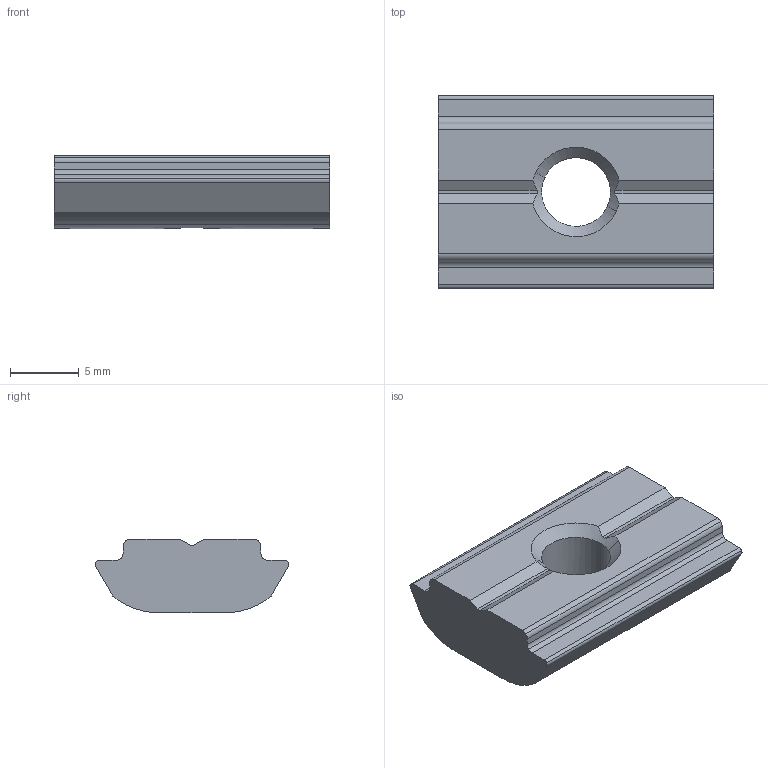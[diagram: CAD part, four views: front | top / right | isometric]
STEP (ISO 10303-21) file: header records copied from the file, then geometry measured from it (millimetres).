
FILE_DESCRIPTION(('STEP AP214'),'1');
FILE_NAME('cctmp_DB7B1BBD-B8EA-4C45-B613-5091F513F02C_2020_1_13_13_43_10_279..stp','2020-01-13T12:43:10',('Bosch Rexroth AG'),('CADClick - www.CADClick.com'),'Spatial InterOp 3D',' ','unknown authorization - (Healing Option Enabled)');
FILE_SCHEMA(('AUTOMOTIVE_DESIGN'));
Length unit declared in the file: millimetre
Products named in the file (1): 2020_01_13__13-43-10-279
Bounding box: 20 x 14.06 x 5.3 mm (x, y, z)
Volume: 1080.7 mm3; surface area: 831.5 mm2
Topology: 1 solids, 1 shells, 40 faces, 118 edges, 78 vertices
Faces by surface type: cylinder 18, plane 18, cone 4
Entity records: 1736 total; most frequent: CARTESIAN_POINT 271, DIRECTION 250, ORIENTED_EDGE 236, EDGE_CURVE 118, AXIS2_PLACEMENT_3D 93, VERTEX_POINT 78, LINE 64, VECTOR 64
